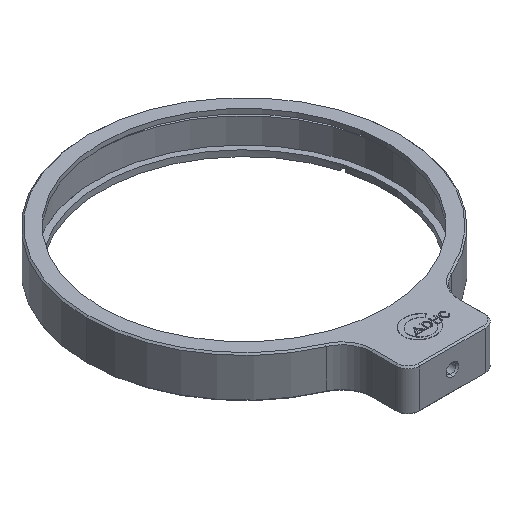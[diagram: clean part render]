
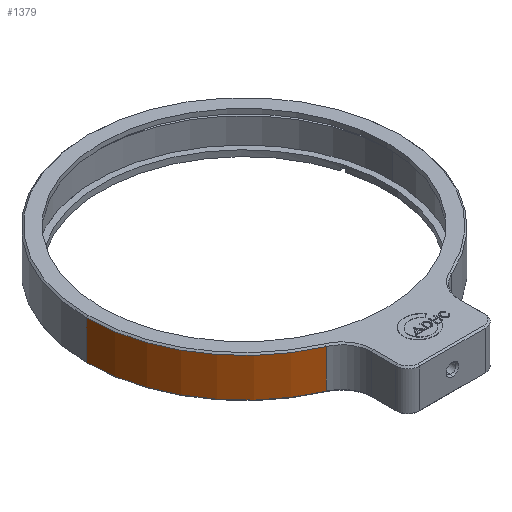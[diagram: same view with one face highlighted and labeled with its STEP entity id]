
A CAD part, isometric view. The second image highlights one B-rep face of the part: STEP entity #1379.
In plain terms, the highlighted cylindrical face has radius 53 mm (diameter 106 mm), a partial arc.
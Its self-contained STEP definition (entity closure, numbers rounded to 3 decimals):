
#30 = CARTESIAN_POINT ( 'NONE',  ( 22.594, -55.145, -6.5 ) ) ;
#158 = ORIENTED_EDGE ( 'NONE', *, *, #1838, .T. ) ;
#172 = LINE ( 'NONE', #507, #3161 ) ;
#183 = ORIENTED_EDGE ( 'NONE', *, *, #288, .T. ) ;
#288 = EDGE_CURVE ( 'NONE', #749, #3232, #172, .T. ) ;
#310 = EDGE_CURVE ( 'NONE', #3232, #1629, #1605, .T. ) ;
#387 = DIRECTION ( 'NONE',  ( 0., 0., -1. ) ) ;
#507 = CARTESIAN_POINT ( 'NONE',  ( 22.594, -55.145, 7. ) ) ;
#577 = ORIENTED_EDGE ( 'NONE', *, *, #2711, .T. ) ;
#749 = VERTEX_POINT ( 'NONE', #30 ) ;
#751 = CARTESIAN_POINT ( 'NONE',  ( 43.626, -6.496, 6.5 ) ) ;
#835 = LINE ( 'NONE', #1280, #2567 ) ;
#979 = AXIS2_PLACEMENT_3D ( 'NONE', #1125, #2218, #2032 ) ;
#1125 = CARTESIAN_POINT ( 'NONE',  ( 43.626, -6.496, -6.5 ) ) ;
#1163 = AXIS2_PLACEMENT_3D ( 'NONE', #751, #387, #2352 ) ;
#1280 = CARTESIAN_POINT ( 'NONE',  ( -9.374, -6.496, 7. ) ) ;
#1379 = ADVANCED_FACE ( 'NONE', ( #1967 ), #3370, .T. ) ;
#1512 = DIRECTION ( 'NONE',  ( 0., 0., -1. ) ) ;
#1605 = CIRCLE ( 'NONE', #1163, 53. ) ;
#1629 = VERTEX_POINT ( 'NONE', #3415 ) ;
#1653 = CARTESIAN_POINT ( 'NONE',  ( 22.594, -55.145, 6.5 ) ) ;
#1749 = CIRCLE ( 'NONE', #979, 53. ) ;
#1820 = CARTESIAN_POINT ( 'NONE',  ( 43.626, -6.496, 7. ) ) ;
#1838 = EDGE_CURVE ( 'NONE', #3136, #749, #1749, .T. ) ;
#1967 = FACE_OUTER_BOUND ( 'NONE', #2523, .T. ) ;
#2032 = DIRECTION ( 'NONE',  ( 1., 0., 0. ) ) ;
#2142 = DIRECTION ( 'NONE',  ( 0., 0., -1. ) ) ;
#2171 = DIRECTION ( 'NONE',  ( 0., 0., 1. ) ) ;
#2218 = DIRECTION ( 'NONE',  ( 0., 0., 1. ) ) ;
#2352 = DIRECTION ( 'NONE',  ( 1., 0., 0. ) ) ;
#2523 = EDGE_LOOP ( 'NONE', ( #2617, #577, #158, #183 ) ) ;
#2567 = VECTOR ( 'NONE', #2142, 1000. ) ;
#2617 = ORIENTED_EDGE ( 'NONE', *, *, #310, .T. ) ;
#2711 = EDGE_CURVE ( 'NONE', #1629, #3136, #835, .T. ) ;
#2920 = DIRECTION ( 'NONE',  ( -1., 0., 0. ) ) ;
#3136 = VERTEX_POINT ( 'NONE', #3197 ) ;
#3161 = VECTOR ( 'NONE', #2171, 1000. ) ;
#3197 = CARTESIAN_POINT ( 'NONE',  ( -9.374, -6.496, -6.5 ) ) ;
#3232 = VERTEX_POINT ( 'NONE', #1653 ) ;
#3314 = AXIS2_PLACEMENT_3D ( 'NONE', #1820, #1512, #2920 ) ;
#3370 = CYLINDRICAL_SURFACE ( 'NONE', #3314, 53. ) ;
#3415 = CARTESIAN_POINT ( 'NONE',  ( -9.374, -6.496, 6.5 ) ) ;
